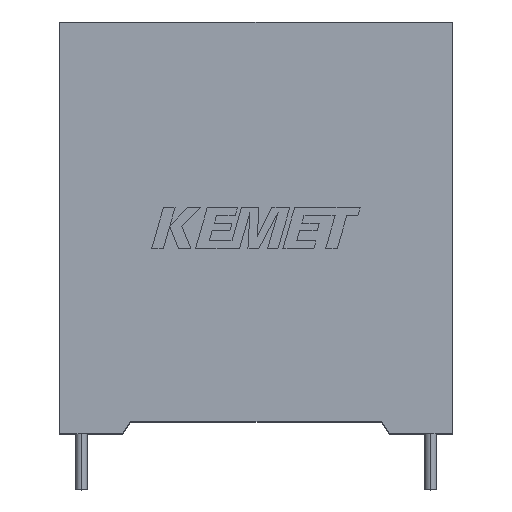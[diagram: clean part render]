
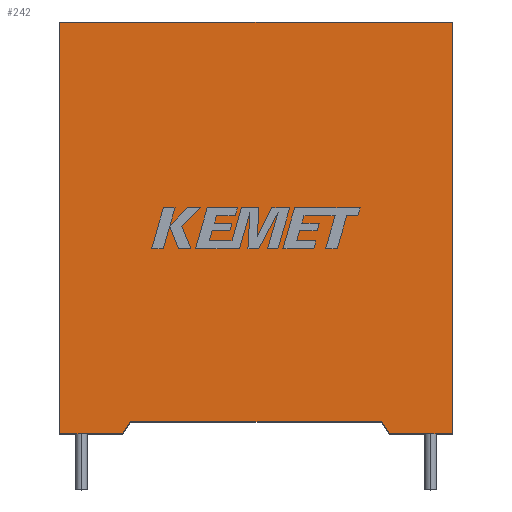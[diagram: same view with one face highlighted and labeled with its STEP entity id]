
A CAD part, top view. The second image highlights one B-rep face of the part: STEP entity #242.
In plain terms, the highlighted planar face has unit normal (0, 0, 1).
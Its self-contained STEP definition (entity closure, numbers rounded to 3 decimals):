
#29 = CARTESIAN_POINT ( 'NONE',  ( 0., 44.2, 24.4 ) ) ;
#157 = ORIENTED_EDGE ( 'NONE', *, *, #243, .T. ) ;
#242 = ADVANCED_FACE ( 'NONE', ( #3010 ), #751, .F. ) ;
#243 = EDGE_CURVE ( 'NONE', #2227, #2954, #2643, .T. ) ;
#266 = EDGE_CURVE ( 'NONE', #2769, #1038, #284, .T. ) ;
#275 = CARTESIAN_POINT ( 'NONE',  ( 7.6, 1.299, 24.4 ) ) ;
#284 = LINE ( 'NONE', #275, #2782 ) ;
#300 = CARTESIAN_POINT ( 'NONE',  ( 21.05, 1.299, 24.4 ) ) ;
#306 = EDGE_CURVE ( 'NONE', #1453, #2769, #957, .T. ) ;
#316 = VECTOR ( 'NONE', #871, 1000. ) ;
#333 = VERTEX_POINT ( 'NONE', #2274 ) ;
#377 = ORIENTED_EDGE ( 'NONE', *, *, #548, .T. ) ;
#379 = VECTOR ( 'NONE', #818, 1000. ) ;
#406 = EDGE_CURVE ( 'NONE', #1453, #2296, #2754, .T. ) ;
#435 = LINE ( 'NONE', #1965, #2005 ) ;
#451 = ORIENTED_EDGE ( 'NONE', *, *, #266, .F. ) ;
#501 = DIRECTION ( 'NONE',  ( -1., 0., 0. ) ) ;
#542 = DIRECTION ( 'NONE',  ( 0., -1., 0. ) ) ;
#548 = EDGE_CURVE ( 'NONE', #2296, #333, #1010, .T. ) ;
#551 = DIRECTION ( 'NONE',  ( 0.569, -0.822, 0. ) ) ;
#616 = VECTOR ( 'NONE', #2270, 1000. ) ;
#650 = LINE ( 'NONE', #1134, #316 ) ;
#751 = PLANE ( 'NONE',  #2444 ) ;
#818 = DIRECTION ( 'NONE',  ( 1., 0., 0. ) ) ;
#871 = DIRECTION ( 'NONE',  ( 1., 0., 0. ) ) ;
#957 = LINE ( 'NONE', #300, #2945 ) ;
#1005 = ORIENTED_EDGE ( 'NONE', *, *, #2399, .T. ) ;
#1010 = LINE ( 'NONE', #2287, #379 ) ;
#1038 = VERTEX_POINT ( 'NONE', #2057 ) ;
#1132 = VECTOR ( 'NONE', #551, 1000. ) ;
#1134 = CARTESIAN_POINT ( 'NONE',  ( 0., 0., 24.4 ) ) ;
#1186 = ORIENTED_EDGE ( 'NONE', *, *, #406, .T. ) ;
#1209 = DIRECTION ( 'NONE',  ( -1., 0., 0. ) ) ;
#1216 = ORIENTED_EDGE ( 'NONE', *, *, #1487, .T. ) ;
#1221 = DIRECTION ( 'NONE',  ( -0.569, -0.822, 0. ) ) ;
#1248 = LINE ( 'NONE', #2003, #616 ) ;
#1278 = ORIENTED_EDGE ( 'NONE', *, *, #306, .F. ) ;
#1453 = VERTEX_POINT ( 'NONE', #2640 ) ;
#1487 = EDGE_CURVE ( 'NONE', #2954, #2501, #435, .T. ) ;
#1578 = CARTESIAN_POINT ( 'NONE',  ( 42.1, 44.2, 24.4 ) ) ;
#1653 = EDGE_CURVE ( 'NONE', #333, #2227, #1248, .T. ) ;
#1731 = CARTESIAN_POINT ( 'NONE',  ( 0., 0., 24.4 ) ) ;
#1738 = CARTESIAN_POINT ( 'NONE',  ( 0., 44.2, 24.4 ) ) ;
#1758 = ORIENTED_EDGE ( 'NONE', *, *, #1653, .T. ) ;
#1765 = CARTESIAN_POINT ( 'NONE',  ( 34.5, 1.299, 24.4 ) ) ;
#1965 = CARTESIAN_POINT ( 'NONE',  ( 0., 0., 24.4 ) ) ;
#1970 = DIRECTION ( 'NONE',  ( -1., 0., 0. ) ) ;
#2003 = CARTESIAN_POINT ( 'NONE',  ( 42.1, 0., 24.4 ) ) ;
#2005 = VECTOR ( 'NONE', #542, 1000. ) ;
#2057 = CARTESIAN_POINT ( 'NONE',  ( 6.7, 0., 24.4 ) ) ;
#2227 = VERTEX_POINT ( 'NONE', #1578 ) ;
#2236 = DIRECTION ( 'NONE',  ( 0., 0., -1. ) ) ;
#2270 = DIRECTION ( 'NONE',  ( 0., 1., 0. ) ) ;
#2274 = CARTESIAN_POINT ( 'NONE',  ( 42.1, 0., 24.4 ) ) ;
#2287 = CARTESIAN_POINT ( 'NONE',  ( 0., 0., 24.4 ) ) ;
#2296 = VERTEX_POINT ( 'NONE', #2365 ) ;
#2365 = CARTESIAN_POINT ( 'NONE',  ( 35.4, 0., 24.4 ) ) ;
#2399 = EDGE_CURVE ( 'NONE', #2501, #1038, #650, .T. ) ;
#2444 = AXIS2_PLACEMENT_3D ( 'NONE', #2471, #2236, #501 ) ;
#2471 = CARTESIAN_POINT ( 'NONE',  ( 0., 0., 24.4 ) ) ;
#2501 = VERTEX_POINT ( 'NONE', #1731 ) ;
#2640 = CARTESIAN_POINT ( 'NONE',  ( 34.5, 1.299, 24.4 ) ) ;
#2643 = LINE ( 'NONE', #29, #2857 ) ;
#2754 = LINE ( 'NONE', #1765, #1132 ) ;
#2769 = VERTEX_POINT ( 'NONE', #3038 ) ;
#2782 = VECTOR ( 'NONE', #1221, 1000. ) ;
#2857 = VECTOR ( 'NONE', #1209, 1000. ) ;
#2945 = VECTOR ( 'NONE', #1970, 1000. ) ;
#2954 = VERTEX_POINT ( 'NONE', #1738 ) ;
#3010 = FACE_OUTER_BOUND ( 'NONE', #3055, .T. ) ;
#3038 = CARTESIAN_POINT ( 'NONE',  ( 7.6, 1.299, 24.4 ) ) ;
#3055 = EDGE_LOOP ( 'NONE', ( #1278, #1186, #377, #1758, #157, #1216, #1005, #451 ) ) ;
